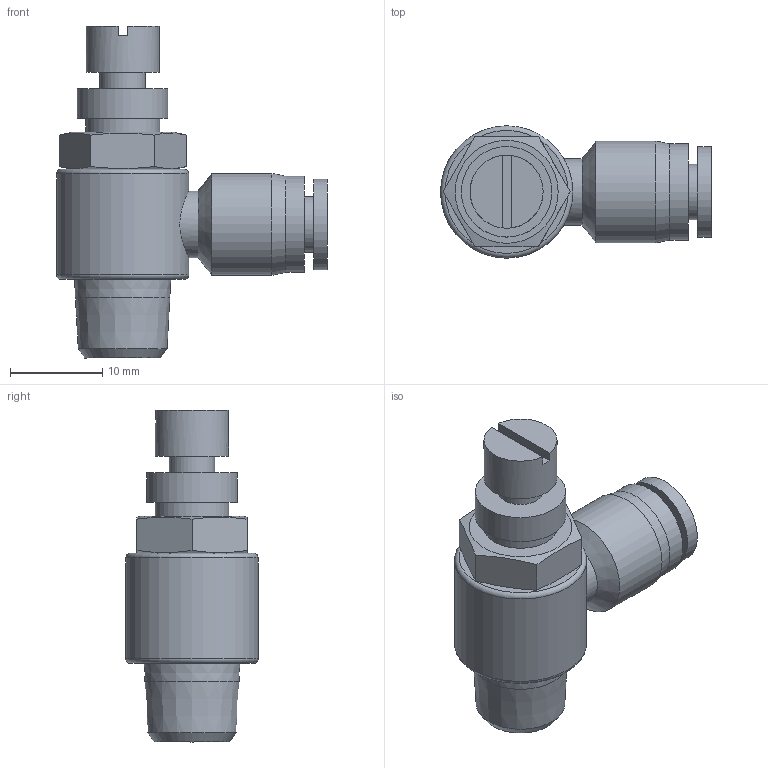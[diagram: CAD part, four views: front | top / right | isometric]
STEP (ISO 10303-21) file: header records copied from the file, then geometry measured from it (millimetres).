
FILE_DESCRIPTION(/* description */ (''),/* implementation_level */ '2;1');
FILE_NAME(/* name */ 'JSC4-1-8NPT.stp',/* time_stamp */ '2025-06-11T11:41:33-04:00',/* author */ ('esanner'),/* organization */ (''),/* preprocessor_version */ 'ST-DEVELOPER v19',/* originating_system */ 'AutoCAD Mechanical',/* authorisation */ '');
FILE_SCHEMA (('AUTOMOTIVE_DESIGN { 1 0 10303 214 3 1 1 }'));
Length unit declared in the file: millimetre
Products named in the file (1): Product
Bounding box: 29.3 x 14.3 x 35.9 mm (x, y, z)
Volume: 4629 mm3; surface area: 2539.9 mm2
Topology: 1 solids, 1 shells, 44 faces, 91 edges, 59 vertices
Faces by surface type: plane 23, cylinder 12, cone 7, torus 2
Full cylindrical faces by diameter (mm): 4 x1, 4.9 x1, 5.9 x1, 6 x1, 7.2 x1, 7.9 x1, 8 x1, 9.8 x2, 10.4 x1, 11 x1, 14.3 x1
Entity records: 1249 total; most frequent: CARTESIAN_POINT 286, DIRECTION 208, ORIENTED_EDGE 182, EDGE_CURVE 91, AXIS2_PLACEMENT_3D 87, VERTEX_POINT 59, EDGE_LOOP 54, FACE_OUTER_BOUND 44
